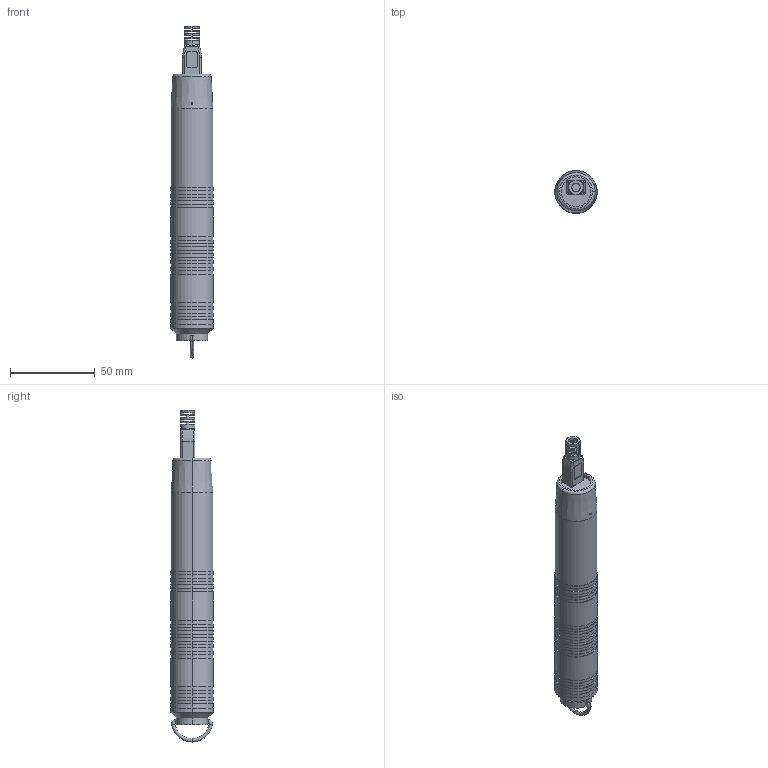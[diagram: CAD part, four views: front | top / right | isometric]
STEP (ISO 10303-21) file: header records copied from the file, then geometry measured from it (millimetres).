
FILE_DESCRIPTION (( 'STEP AP214' ), '1' );
FILE_NAME ('AT GUARD-1-KART KALINLIGI 1mm OLAN MODEL.STEP', '2012-12-11T11:42:45', ( 'arge1' ), ( '' ), 'SwSTEP 2.0', 'SolidWorks 2011', '' );
FILE_SCHEMA (( 'AUTOMOTIVE_DESIGN' ));
Length unit declared in the file: millimetre
Products named in the file (12): AT GUARD-1-KART KALINLIGI 1mm OLAN MODEL.sldasm-Part-11-1_Varsayýlan; AT GUARD-1-KART KALINLIGI 1mm OLAN MODEL.sldasm-Part-10-1_Varsayýlan; AT GUARD-1-KART KALINLIGI 1mm OLAN MODEL.sldasm-Part-9-1_Varsayýlan; AT GUARD-1-KART KALINLIGI 1mm OLAN MODEL.sldasm-Part-8-1_Varsayýlan; AT GUARD-1-KART KALINLIGI 1mm OLAN MODEL.sldasm-Part-7-1_Varsayýlan; AT GUARD-1-KART KALINLIGI 1mm OLAN MODEL.sldasm-Part-6-1_Varsayýlan; AT GUARD-1-KART KALINLIGI 1mm OLAN MODEL.sldasm-Part-5-1_Varsayýlan; AT GUARD-1-KART KALINLIGI 1mm OLAN MODEL.sldasm-Part-4-1_Varsayýlan; AT GUARD-1-KART KALINLIGI 1mm OLAN MODEL.sldasm-Part-3-1_Varsayýlan; AT GUARD-1-KART KALINLIGI 1mm OLAN MODEL.sldasm-Part-2-1_Varsayýlan; AT GUARD-1-KART KALINLIGI 1mm OLAN MODEL.sldasm-Part-1-1_Varsayýlan; AT GUARD-1-KART KALINLIGI 1mm OLAN MODEL
Assembly tree (11 placements, depth 2):
  AT GUARD-1-KART KALINLIGI 1mm OLAN MODEL
    AT GUARD-1-KART KALINLIGI 1mm OLAN MODEL.sldasm-Part-9-1_Varsayýlan
    AT GUARD-1-KART KALINLIGI 1mm OLAN MODEL.sldasm-Part-1-1_Varsayýlan
    AT GUARD-1-KART KALINLIGI 1mm OLAN MODEL.sldasm-Part-10-1_Varsayýlan
    AT GUARD-1-KART KALINLIGI 1mm OLAN MODEL.sldasm-Part-3-1_Varsayýlan
    AT GUARD-1-KART KALINLIGI 1mm OLAN MODEL.sldasm-Part-4-1_Varsayýlan
    AT GUARD-1-KART KALINLIGI 1mm OLAN MODEL.sldasm-Part-11-1_Varsayýlan
    AT GUARD-1-KART KALINLIGI 1mm OLAN MODEL.sldasm-Part-5-1_Varsayýlan
    AT GUARD-1-KART KALINLIGI 1mm OLAN MODEL.sldasm-Part-6-1_Varsayýlan
    AT GUARD-1-KART KALINLIGI 1mm OLAN MODEL.sldasm-Part-2-1_Varsayýlan
    AT GUARD-1-KART KALINLIGI 1mm OLAN MODEL.sldasm-Part-7-1_Varsayýlan
    AT GUARD-1-KART KALINLIGI 1mm OLAN MODEL.sldasm-Part-8-1_Varsayýlan
Bounding box: 25 x 25 x 195.3 mm (x, y, z)
Volume: 41967 mm3; surface area: 47111.2 mm2
Topology: 10 solids, 12 shells, 976 faces, 2493 edges, 1572 vertices
Faces by surface type: plane 519, cylinder 358, bspline 47, torus 22, cone 20, sphere 10
Entity records: 35547 total; most frequent: CARTESIAN_POINT 11431, ORIENTED_EDGE 4954, DIRECTION 4770, EDGE_CURVE 2479, AXIS2_PLACEMENT_3D 1638, VERTEX_POINT 1568, LINE 1494, VECTOR 1494
